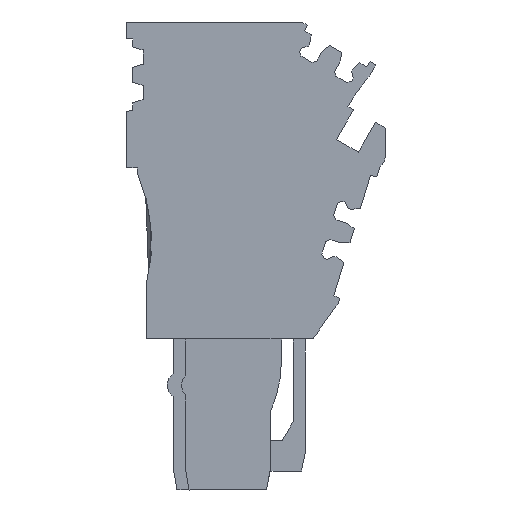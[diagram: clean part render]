
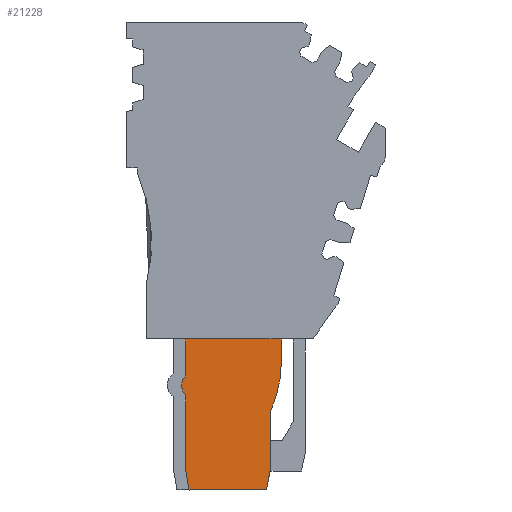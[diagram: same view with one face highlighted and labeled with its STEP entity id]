
A CAD part, left-side view. The second image highlights one B-rep face of the part: STEP entity #21228.
In plain terms, the highlighted planar face has unit normal (-1, 0, 0).
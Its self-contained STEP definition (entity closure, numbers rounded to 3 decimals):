
#21160=AXIS2_PLACEMENT_3D('Plane Axis2P3D',#21157,#21158,#21159) ;
#21171=AXIS2_PLACEMENT_3D('Circle Axis2P3D',#21169,#21170,$) ;
#21213=AXIS2_PLACEMENT_3D('Circle Axis2P3D',#21211,#21212,$) ;
#10149=CARTESIAN_POINT('Vertex',(0.7,17.4,13.15)) ;
#10152=CARTESIAN_POINT('Line Origine',(0.7,13.225,13.15)) ;
#10156=CARTESIAN_POINT('Vertex',(0.7,9.05,13.15)) ;
#21138=CARTESIAN_POINT('Line Origine',(0.7,9.05,12.244)) ;
#21142=CARTESIAN_POINT('Vertex',(0.7,9.05,11.337)) ;
#21157=CARTESIAN_POINT('Axis2P3D Location',(0.7,20.086,11.345)) ;
#21162=CARTESIAN_POINT('Line Origine',(0.7,17.4,11.561)) ;
#21166=CARTESIAN_POINT('Vertex',(0.7,17.4,9.972)) ;
#21169=CARTESIAN_POINT('Axis2P3D Location',(0.7,16.55,9.125)) ;
#21173=CARTESIAN_POINT('Vertex',(0.7,17.4,8.278)) ;
#21176=CARTESIAN_POINT('Line Origine',(0.7,17.4,4.972)) ;
#21180=CARTESIAN_POINT('Vertex',(0.7,17.4,1.666)) ;
#21183=CARTESIAN_POINT('Line Origine',(0.7,17.253,0.833)) ;
#21187=CARTESIAN_POINT('Vertex',(0.7,17.106,0.)) ;
#21190=CARTESIAN_POINT('Line Origine',(0.7,13.728,0.)) ;
#21194=CARTESIAN_POINT('Vertex',(0.7,10.35,0.)) ;
#21197=CARTESIAN_POINT('Line Origine',(0.7,10.2,0.851)) ;
#21201=CARTESIAN_POINT('Vertex',(0.7,10.05,1.701)) ;
#21204=CARTESIAN_POINT('Line Origine',(0.7,10.05,4.228)) ;
#21208=CARTESIAN_POINT('Vertex',(0.7,10.05,6.755)) ;
#21211=CARTESIAN_POINT('Axis2P3D Location',(0.7,20.086,11.345)) ;
#10153=DIRECTION('Vector Direction',(0.,1.,0.)) ;
#21139=DIRECTION('Vector Direction',(0.,0.,-1.)) ;
#21158=DIRECTION('Axis2P3D Direction',(1.,-0.,0.)) ;
#21159=DIRECTION('Axis2P3D XDirection',(0.,0.,-1.)) ;
#21163=DIRECTION('Vector Direction',(0.,0.,-1.)) ;
#21170=DIRECTION('Axis2P3D Direction',(1.,-0.,0.)) ;
#21177=DIRECTION('Vector Direction',(0.,0.,-1.)) ;
#21184=DIRECTION('Vector Direction',(0.,-0.174,-0.985)) ;
#21191=DIRECTION('Vector Direction',(0.,1.,0.)) ;
#21198=DIRECTION('Vector Direction',(0.,0.174,-0.985)) ;
#21205=DIRECTION('Vector Direction',(0.,0.,-1.)) ;
#21212=DIRECTION('Axis2P3D Direction',(1.,-0.,0.)) ;
#10154=VECTOR('Line Direction',#10153,1.) ;
#21140=VECTOR('Line Direction',#21139,1.) ;
#21164=VECTOR('Line Direction',#21163,1.) ;
#21178=VECTOR('Line Direction',#21177,1.) ;
#21185=VECTOR('Line Direction',#21184,1.) ;
#21192=VECTOR('Line Direction',#21191,1.) ;
#21199=VECTOR('Line Direction',#21198,1.) ;
#21206=VECTOR('Line Direction',#21205,1.) ;
#21217=ORIENTED_EDGE('',*,*,#21168,.T.) ;
#21218=ORIENTED_EDGE('',*,*,#21175,.F.) ;
#21219=ORIENTED_EDGE('',*,*,#21182,.T.) ;
#21220=ORIENTED_EDGE('',*,*,#21189,.T.) ;
#21221=ORIENTED_EDGE('',*,*,#21196,.F.) ;
#21222=ORIENTED_EDGE('',*,*,#21203,.F.) ;
#21223=ORIENTED_EDGE('',*,*,#21210,.F.) ;
#21224=ORIENTED_EDGE('',*,*,#21215,.F.) ;
#21225=ORIENTED_EDGE('',*,*,#21144,.F.) ;
#21226=ORIENTED_EDGE('',*,*,#10158,.T.) ;
#21228=ADVANCED_FACE('V1',(#21227),#21161,.F.) ;
#21172=CIRCLE('generated circle',#21171,1.2) ;
#21214=CIRCLE('generated circle',#21213,11.036) ;
#10158=EDGE_CURVE('',#10157,#10150,#10155,.T.) ;
#21144=EDGE_CURVE('',#10157,#21143,#21141,.T.) ;
#21168=EDGE_CURVE('',#10150,#21167,#21165,.T.) ;
#21175=EDGE_CURVE('',#21174,#21167,#21172,.T.) ;
#21182=EDGE_CURVE('',#21174,#21181,#21179,.T.) ;
#21189=EDGE_CURVE('',#21181,#21188,#21186,.T.) ;
#21196=EDGE_CURVE('',#21195,#21188,#21193,.T.) ;
#21203=EDGE_CURVE('',#21202,#21195,#21200,.T.) ;
#21210=EDGE_CURVE('',#21209,#21202,#21207,.T.) ;
#21215=EDGE_CURVE('',#21143,#21209,#21214,.T.) ;
#21216=EDGE_LOOP('',(#21217,#21218,#21219,#21220,#21221,#21222,#21223,#21224,#21225,#21226)) ;
#21227=FACE_OUTER_BOUND('',#21216,.T.) ;
#10155=LINE('Line',#10152,#10154) ;
#21141=LINE('Line',#21138,#21140) ;
#21165=LINE('Line',#21162,#21164) ;
#21179=LINE('Line',#21176,#21178) ;
#21186=LINE('Line',#21183,#21185) ;
#21193=LINE('Line',#21190,#21192) ;
#21200=LINE('Line',#21197,#21199) ;
#21207=LINE('Line',#21204,#21206) ;
#21161=PLANE('',#21160) ;
#10150=VERTEX_POINT('',#10149) ;
#10157=VERTEX_POINT('',#10156) ;
#21143=VERTEX_POINT('',#21142) ;
#21167=VERTEX_POINT('',#21166) ;
#21174=VERTEX_POINT('',#21173) ;
#21181=VERTEX_POINT('',#21180) ;
#21188=VERTEX_POINT('',#21187) ;
#21195=VERTEX_POINT('',#21194) ;
#21202=VERTEX_POINT('',#21201) ;
#21209=VERTEX_POINT('',#21208) ;
